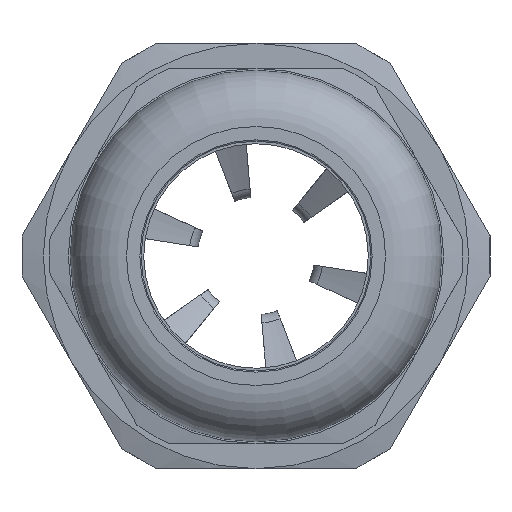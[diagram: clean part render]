
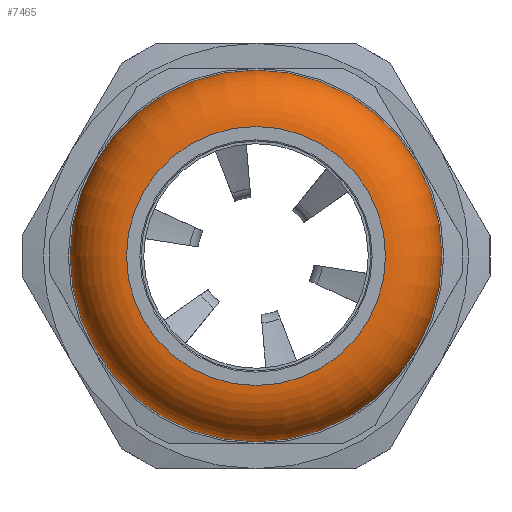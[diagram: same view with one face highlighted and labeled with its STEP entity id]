
A CAD part, left-side view. The second image highlights one B-rep face of the part: STEP entity #7465.
In plain terms, the highlighted toroidal (fillet/blend) face has major radius 10.355 mm and minor radius 4.5 mm.
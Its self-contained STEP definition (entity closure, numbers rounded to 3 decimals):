
#60=TOROIDAL_SURFACE('',#8004,10.355,4.5);
#189=FACE_BOUND('',#1380,.T.);
#470=CIRCLE('',#8000,10.355);
#472=CIRCLE('',#8005,14.855);
#935=FACE_OUTER_BOUND('',#1379,.T.);
#1379=EDGE_LOOP('',(#5117));
#1380=EDGE_LOOP('',(#5118));
#3063=VERTEX_POINT('',#12920);
#3065=VERTEX_POINT('',#12927);
#3871=EDGE_CURVE('',#3063,#3063,#470,.T.);
#3873=EDGE_CURVE('',#3065,#3065,#472,.T.);
#5117=ORIENTED_EDGE('',*,*,#3871,.T.);
#5118=ORIENTED_EDGE('',*,*,#3873,.F.);
#7465=ADVANCED_FACE('',(#935,#189),#60,.T.);
#8000=AXIS2_PLACEMENT_3D('',#12921,#8979,#8980);
#8004=AXIS2_PLACEMENT_3D('',#12926,#8987,#8988);
#8005=AXIS2_PLACEMENT_3D('',#12928,#8989,#8990);
#8979=DIRECTION('center_axis',(1.,0.,0.));
#8980=DIRECTION('ref_axis',(0.,0.,-1.));
#8987=DIRECTION('center_axis',(1.,0.,0.));
#8988=DIRECTION('ref_axis',(0.,0.,-1.));
#8989=DIRECTION('center_axis',(1.,0.,0.));
#8990=DIRECTION('ref_axis',(0.,0.,-1.));
#12920=CARTESIAN_POINT('',(-20.78,10.355,0.));
#12921=CARTESIAN_POINT('Origin',(-20.78,0.,0.));
#12926=CARTESIAN_POINT('Origin',(-16.28,0.,0.));
#12927=CARTESIAN_POINT('',(-16.28,14.855,0.));
#12928=CARTESIAN_POINT('Origin',(-16.28,0.,0.));
